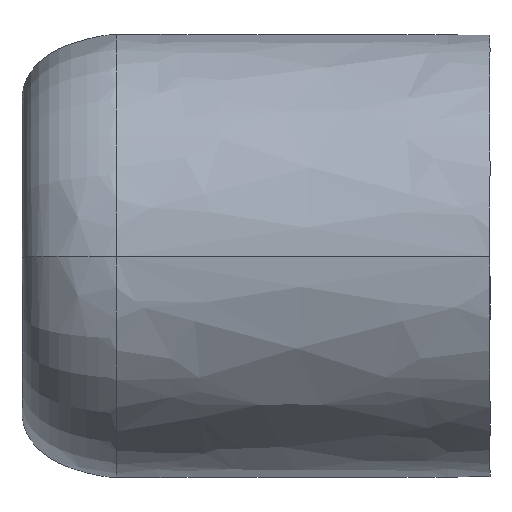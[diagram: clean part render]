
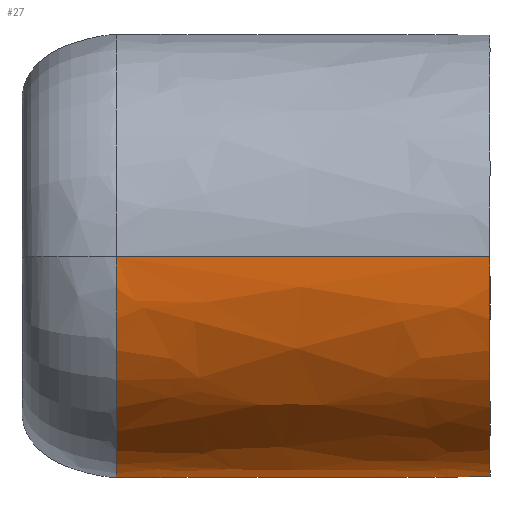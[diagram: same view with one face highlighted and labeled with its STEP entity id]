
A CAD part, top view. The second image highlights one B-rep face of the part: STEP entity #27.
In plain terms, the highlighted free-form (B-spline) face has degree [2, 3] with [5, 4] control points.
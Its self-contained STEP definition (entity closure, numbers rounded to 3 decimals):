
#27=ADVANCED_FACE('',(#70),#724,.T.);
#70=FACE_OUTER_BOUND('',#113,.T.);
#113=EDGE_LOOP('',(#164,#165,#166,#167,#168,#169));
#164=ORIENTED_EDGE('',*,*,#445,.T.);
#165=ORIENTED_EDGE('',*,*,#449,.T.);
#166=ORIENTED_EDGE('',*,*,#446,.T.);
#167=ORIENTED_EDGE('',*,*,#397,.F.);
#168=ORIENTED_EDGE('',*,*,#395,.F.);
#169=ORIENTED_EDGE('',*,*,#396,.T.);
#395=EDGE_CURVE('',#639,#638,#588,.T.);
#396=EDGE_CURVE('',#639,#666,#589,.T.);
#397=EDGE_CURVE('',#638,#669,#590,.T.);
#445=EDGE_CURVE('',#666,#667,#611,.T.);
#446=EDGE_CURVE('',#668,#669,#612,.T.);
#449=EDGE_CURVE('',#667,#668,#536,.T.);
#536=B_SPLINE_CURVE_WITH_KNOTS('',3,(#3559,#3560,#3561,#3562,#3563,#3564,
#3565,#3566,#3567,#3568,#3569,#3570,#3571,#3572,#3573,#3574,#3575,#3576,
#3577,#3578,#3579,#3580,#3581,#3582,#3583,#3584,#3585,#3586,#3587,#3588,
#3589,#3590,#3591,#3592,#3593,#3594,#3595,#3596,#3597,#3598,#3599,#3600,
#3601),.UNSPECIFIED.,.F.,.F.,(4,2,2,2,2,2,2,2,2,2,3,2,2,2,2,2,2,2,2,2,4),
(1.368,18.228,35.077,51.886,60.284,
68.682,85.462,102.246,119.088,127.503,
135.92,144.335,152.748,169.585,186.365,
203.139,211.534,219.929,236.73,253.572,
270.425),.UNSPECIFIED.);
#588=(
BOUNDED_CURVE()
B_SPLINE_CURVE(3,(#2835,#2836,#2837,#2838),.UNSPECIFIED.,.F.,.F.)
B_SPLINE_CURVE_WITH_KNOTS((4,4),(2492.308,2509.117),
 .UNSPECIFIED.)
CURVE()
GEOMETRIC_REPRESENTATION_ITEM()
RATIONAL_B_SPLINE_CURVE((1.,1.,1.,1.))
REPRESENTATION_ITEM('')
);
#589=(
BOUNDED_CURVE()
B_SPLINE_CURVE(2,(#2839,#2840,#2841,#2842,#2843),.UNSPECIFIED.,.F.,.F.)
B_SPLINE_CURVE_WITH_KNOTS((3,2,3),(0.,234.805,469.611),
 .UNSPECIFIED.)
CURVE()
GEOMETRIC_REPRESENTATION_ITEM()
RATIONAL_B_SPLINE_CURVE((1.,0.707,1.,0.707,1.))
REPRESENTATION_ITEM('')
);
#590=(
BOUNDED_CURVE()
B_SPLINE_CURVE(2,(#2844,#2845,#2846,#2847,#2848),.UNSPECIFIED.,.F.,.F.)
B_SPLINE_CURVE_WITH_KNOTS((3,2,3),(0.,234.805,469.611),
 .UNSPECIFIED.)
CURVE()
GEOMETRIC_REPRESENTATION_ITEM()
RATIONAL_B_SPLINE_CURVE((1.,0.707,1.,0.707,1.))
REPRESENTATION_ITEM('')
);
#611=(
BOUNDED_CURVE()
B_SPLINE_CURVE(3,(#3542,#3543,#3544,#3545),.UNSPECIFIED.,.F.,.F.)
B_SPLINE_CURVE_WITH_KNOTS((4,4),(2492.308,2493.528),
 .UNSPECIFIED.)
CURVE()
GEOMETRIC_REPRESENTATION_ITEM()
RATIONAL_B_SPLINE_CURVE((1.,1.,1.,1.))
REPRESENTATION_ITEM('')
);
#612=(
BOUNDED_CURVE()
B_SPLINE_CURVE(3,(#3546,#3547,#3548,#3549),.UNSPECIFIED.,.F.,.F.)
B_SPLINE_CURVE_WITH_KNOTS((4,4),(2504.795,2509.117),
 .UNSPECIFIED.)
CURVE()
GEOMETRIC_REPRESENTATION_ITEM()
RATIONAL_B_SPLINE_CURVE((1.,1.,1.,1.))
REPRESENTATION_ITEM('')
);
#638=VERTEX_POINT('',#2622);
#639=VERTEX_POINT('',#2623);
#666=VERTEX_POINT('',#2650);
#667=VERTEX_POINT('',#2651);
#668=VERTEX_POINT('',#2652);
#669=VERTEX_POINT('',#2653);
#724=(
BOUNDED_SURFACE()
B_SPLINE_SURFACE(2,3,((#1203,#1204,#1205,#1206),(#1207,#1208,#1209,#1210),
(#1211,#1212,#1213,#1214),(#1215,#1216,#1217,#1218),(#1219,#1220,#1221,
#1222)),.UNSPECIFIED.,.F.,.F.,.F.)
B_SPLINE_SURFACE_WITH_KNOTS((3,2,3),(4,4),(0.,234.805,469.611),
(2492.308,2509.117),.UNSPECIFIED.)
GEOMETRIC_REPRESENTATION_ITEM()
RATIONAL_B_SPLINE_SURFACE(((1.,1.,1.,1.),(0.707,0.707,
0.707,0.707),(1.,1.,1.,1.),(0.707,0.707,
0.707,0.707),(1.,1.,1.,1.)))
REPRESENTATION_ITEM('')
SURFACE()
);
#1203=CARTESIAN_POINT('',(397.235,10.72,177.918));
#1204=CARTESIAN_POINT('',(481.352,10.719,177.791));
#1205=CARTESIAN_POINT('',(565.468,10.719,177.664));
#1206=CARTESIAN_POINT('',(649.585,10.719,177.537));
#1207=CARTESIAN_POINT('',(397.235,-138.956,177.121));
#1208=CARTESIAN_POINT('',(481.352,-138.83,176.994));
#1209=CARTESIAN_POINT('',(565.468,-138.703,176.867));
#1210=CARTESIAN_POINT('',(649.585,-138.577,176.74));
#1211=CARTESIAN_POINT('',(397.235,-138.16,27.446));
#1212=CARTESIAN_POINT('',(481.352,-138.033,27.445));
#1213=CARTESIAN_POINT('',(565.468,-137.906,27.445));
#1214=CARTESIAN_POINT('',(649.585,-137.779,27.445));
#1215=CARTESIAN_POINT('',(397.235,-137.363,-122.23));
#1216=CARTESIAN_POINT('',(481.352,-137.236,-122.104));
#1217=CARTESIAN_POINT('',(565.468,-137.109,-121.977));
#1218=CARTESIAN_POINT('',(649.585,-136.982,-121.851));
#1219=CARTESIAN_POINT('',(397.235,12.312,-121.434));
#1220=CARTESIAN_POINT('',(481.352,12.313,-121.307));
#1221=CARTESIAN_POINT('',(565.468,12.313,-121.18));
#1222=CARTESIAN_POINT('',(649.585,12.313,-121.053));
#2622=CARTESIAN_POINT('',(649.585,10.719,177.537));
#2623=CARTESIAN_POINT('',(397.235,10.72,177.918));
#2650=CARTESIAN_POINT('',(397.235,12.312,-121.434));
#2651=CARTESIAN_POINT('',(415.557,12.312,-121.406));
#2652=CARTESIAN_POINT('',(584.693,12.313,-121.151));
#2653=CARTESIAN_POINT('',(649.585,12.313,-121.053));
#2835=CARTESIAN_POINT('',(397.235,10.72,177.918));
#2836=CARTESIAN_POINT('',(481.352,10.719,177.791));
#2837=CARTESIAN_POINT('',(565.468,10.719,177.664));
#2838=CARTESIAN_POINT('',(649.585,10.719,177.537));
#2839=CARTESIAN_POINT('',(397.235,10.72,177.918));
#2840=CARTESIAN_POINT('',(397.235,-138.956,177.121));
#2841=CARTESIAN_POINT('',(397.235,-138.16,27.446));
#2842=CARTESIAN_POINT('',(397.235,-137.363,-122.23));
#2843=CARTESIAN_POINT('',(397.235,12.312,-121.434));
#2844=CARTESIAN_POINT('',(649.585,10.719,177.537));
#2845=CARTESIAN_POINT('',(649.585,-138.577,176.74));
#2846=CARTESIAN_POINT('',(649.585,-137.779,27.445));
#2847=CARTESIAN_POINT('',(649.585,-136.982,-121.851));
#2848=CARTESIAN_POINT('',(649.585,12.313,-121.053));
#3542=CARTESIAN_POINT('',(397.235,12.312,-121.434));
#3543=CARTESIAN_POINT('',(403.342,12.312,-121.424));
#3544=CARTESIAN_POINT('',(409.45,12.312,-121.415));
#3545=CARTESIAN_POINT('',(415.557,12.312,-121.406));
#3546=CARTESIAN_POINT('',(584.693,12.313,-121.151));
#3547=CARTESIAN_POINT('',(606.324,12.313,-121.118));
#3548=CARTESIAN_POINT('',(627.954,12.313,-121.086));
#3549=CARTESIAN_POINT('',(649.585,12.313,-121.053));
#3559=CARTESIAN_POINT('',(415.557,12.312,-121.406));
#3560=CARTESIAN_POINT('',(415.648,6.695,-121.436));
#3561=CARTESIAN_POINT('',(416.297,1.123,-121.147));
#3562=CARTESIAN_POINT('',(418.677,-9.792,-119.98));
#3563=CARTESIAN_POINT('',(420.393,-15.072,-119.11));
#3564=CARTESIAN_POINT('',(424.787,-25.152,-116.923));
#3565=CARTESIAN_POINT('',(427.448,-29.919,-115.615));
#3566=CARTESIAN_POINT('',(432.057,-36.595,-113.457));
#3567=CARTESIAN_POINT('',(433.694,-38.738,-112.706));
#3568=CARTESIAN_POINT('',(437.157,-42.852,-111.165));
#3569=CARTESIAN_POINT('',(438.983,-44.821,-110.376));
#3570=CARTESIAN_POINT('',(444.721,-50.449,-107.989));
#3571=CARTESIAN_POINT('',(448.898,-53.835,-106.371));
#3572=CARTESIAN_POINT('',(457.856,-59.776,-103.305));
#3573=CARTESIAN_POINT('',(462.641,-62.335,-101.858));
#3574=CARTESIAN_POINT('',(472.727,-66.525,-99.371));
#3575=CARTESIAN_POINT('',(478.009,-68.145,-98.339));
#3576=CARTESIAN_POINT('',(486.194,-69.79,-97.269));
#3577=CARTESIAN_POINT('',(488.953,-70.204,-96.994));
#3578=CARTESIAN_POINT('',(494.522,-70.759,-96.62));
#3579=CARTESIAN_POINT('',(497.32,-70.899,-96.522));
#3580=CARTESIAN_POINT('',(500.125,-70.899,-96.517));
#3581=CARTESIAN_POINT('',(502.929,-70.899,-96.512));
#3582=CARTESIAN_POINT('',(505.727,-70.759,-96.599));
#3583=CARTESIAN_POINT('',(511.296,-70.204,-96.953));
#3584=CARTESIAN_POINT('',(514.055,-69.79,-97.219));
#3585=CARTESIAN_POINT('',(522.242,-68.145,-98.26));
#3586=CARTESIAN_POINT('',(527.525,-66.524,-99.274));
#3587=CARTESIAN_POINT('',(537.615,-62.332,-101.729));
#3588=CARTESIAN_POINT('',(542.401,-59.772,-103.162));
#3589=CARTESIAN_POINT('',(551.361,-53.828,-106.202));
#3590=CARTESIAN_POINT('',(555.54,-50.441,-107.809));
#3591=CARTESIAN_POINT('',(561.278,-44.811,-110.181));
#3592=CARTESIAN_POINT('',(563.103,-42.84,-110.966));
#3593=CARTESIAN_POINT('',(566.566,-38.726,-112.497));
#3594=CARTESIAN_POINT('',(568.203,-36.583,-113.244));
#3595=CARTESIAN_POINT('',(572.81,-29.907,-115.39));
#3596=CARTESIAN_POINT('',(575.47,-25.139,-116.692));
#3597=CARTESIAN_POINT('',(579.861,-15.061,-118.868));
#3598=CARTESIAN_POINT('',(581.576,-9.782,-119.734));
#3599=CARTESIAN_POINT('',(583.954,1.128,-120.894));
#3600=CARTESIAN_POINT('',(584.602,6.698,-121.181));
#3601=CARTESIAN_POINT('',(584.693,12.313,-121.151));
